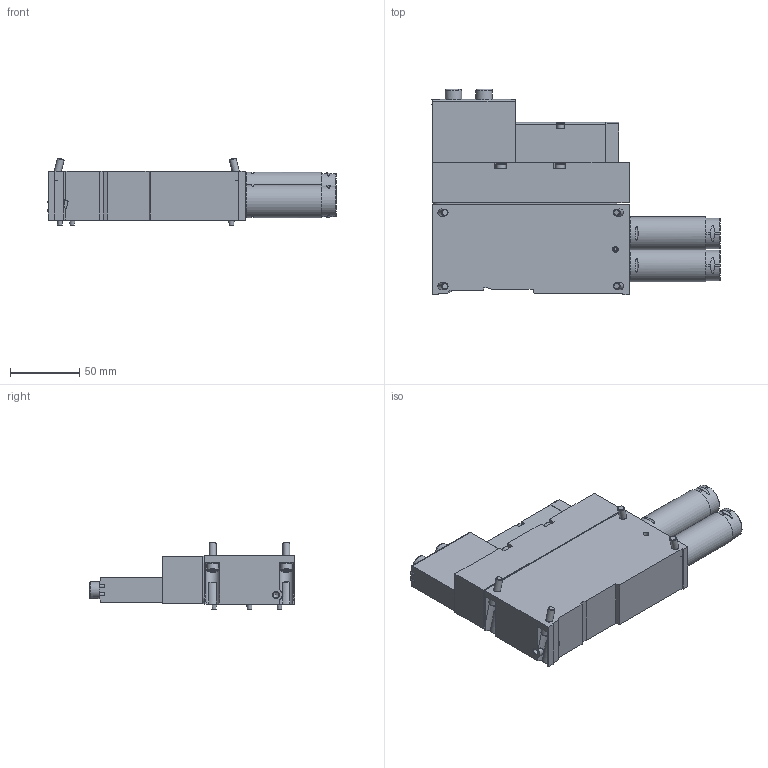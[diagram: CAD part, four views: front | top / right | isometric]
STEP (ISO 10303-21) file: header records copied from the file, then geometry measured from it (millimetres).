
FILE_DESCRIPTION(/* description */ ('STEP AP214'),/* implementation_level */ '2;1');
FILE_NAME(/* name */ '8067143_VABF-S4-2-V2B1-G38-CB-VH-20-AP',/* time_stamp */ '2024-09-15T20:23:05+02:00',/* author */ ('License CC BY-ND 4.0'),/* organization */ ('CADENAS'),/* preprocessor_version */ 'ST-DEVELOPER v19.3',/* originating_system */ 'PARTsolutions',/* authorisation */ ' ');
FILE_SCHEMA (('AUTOMOTIVE_DESIGN {1 0 10303 214 3 1 1}'));
Length unit declared in the file: millimetre
Products named in the file (6): 8067143 VABF-S4-2-V2B1-G38-CB-VH-20-AP---(high); 8067143 VABF-S4-2-V2B1-G38-CB-VH-20-AP---(mechanical highp); DIN-912 - M5x16(F); 8033250 VSVA-B-P53UD-ZD-A2-1T1L---(p); 678626 M3x30; 538433 UOM-3/8
Assembly tree (10 placements, depth 2):
  8067143 VABF-S4-2-V2B1-G38-CB-VH-20-AP---(high)
    8067143 VABF-S4-2-V2B1-G38-CB-VH-20-AP---(mechanical highp)
    DIN-912 - M5x16(F)  x4
    8033250 VSVA-B-P53UD-ZD-A2-1T1L---(p)
    678626 M3x30  x2
    538433 UOM-3/8  x2
Bounding box: 207.58 x 147.74 x 48.93 mm (x, y, z)
Volume: 586873 mm3; surface area: 83132 mm2
Topology: 10 solids, 10 shells, 651 faces, 1572 edges, 1004 vertices
Faces by surface type: plane 362, cylinder 180, cone 92, torus 17
Full cylindrical faces by diameter (mm): 2.459 x2, 2.5 x2, 3 x2, 3.3 x4, 4 x2, 4.134 x5, 5 x4, 5.2 x4, 5.5 x2, 6 x1, 7 x4, 8 x6, 8.3 x1, 8.5 x4, 9.4 x2, 10.5 x1, 12 x2, 14.95 x3, 16.662 x2, 22 x2, 23.8 x2
Entity records: 18203 total; most frequent: CARTESIAN_POINT 2775, DIRECTION 2525, ORIENTED_EDGE 2318, EDGE_CURVE 1159, AXIS2_PLACEMENT_3D 896, VERTEX_POINT 815, LINE 733, VECTOR 733
